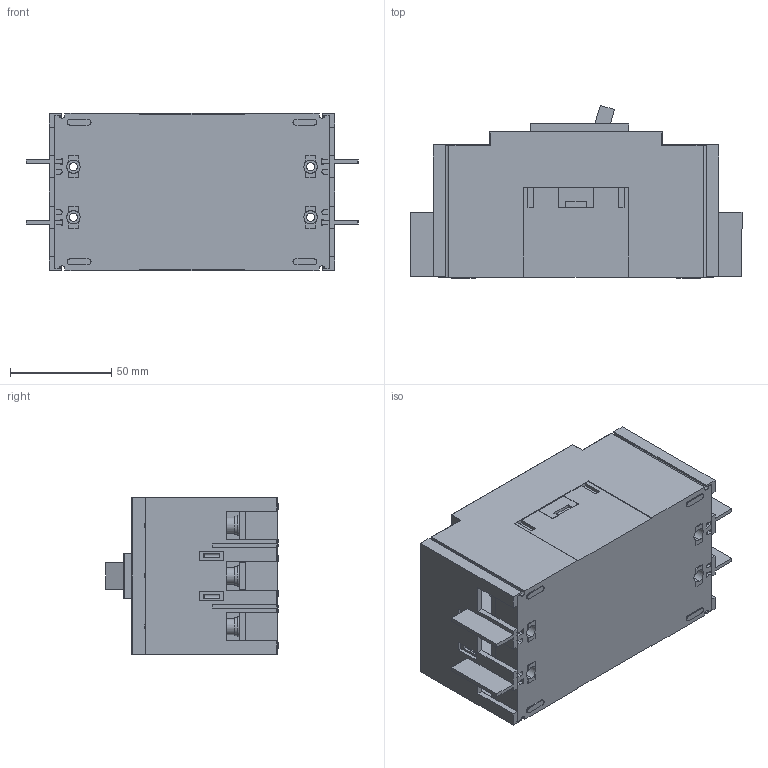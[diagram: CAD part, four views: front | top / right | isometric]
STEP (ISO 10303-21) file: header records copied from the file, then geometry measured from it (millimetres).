
FILE_DESCRIPTION (( 'STEP AP203' ), '1' );
FILE_NAME ('mccb-63-15-3-10(16…63)-ls.ÃÌ Àâòîìàòè÷åñêèé âûêëþ÷àòåëü LS63 15êÀ 3P.STEP', '2025-02-28T13:11:29', ( '' ), ( '' ), 'SwSTEP 2.0', 'SolidWorks 2021', '' );
FILE_SCHEMA (( 'CONFIG_CONTROL_DESIGN' ));
Length unit declared in the file: millimetre
Products named in the file (1): mccb-63-15-3-10(16…63)-ls.ÃÌ Àâòîìàòè÷åñêèé âûêëþ÷àòåëü LS63 15êÀ 3P
Bounding box: 163.7 x 85.2 x 77.5 mm (x, y, z)
Volume: 681716.5 mm3; surface area: 108852.8 mm2
Topology: 15 solids, 15 shells, 1149 faces, 3006 edges, 1957 vertices
Faces by surface type: plane 706, cylinder 266, bspline 120, torus 44, cone 8, sphere 5
Entity records: 38595 total; most frequent: CARTESIAN_POINT 10714, ORIENTED_EDGE 6000, DIRECTION 5292, EDGE_CURVE 3000, VECTOR 2128, LINE 2128, VERTEX_POINT 1956, AXIS2_PLACEMENT_3D 1582
